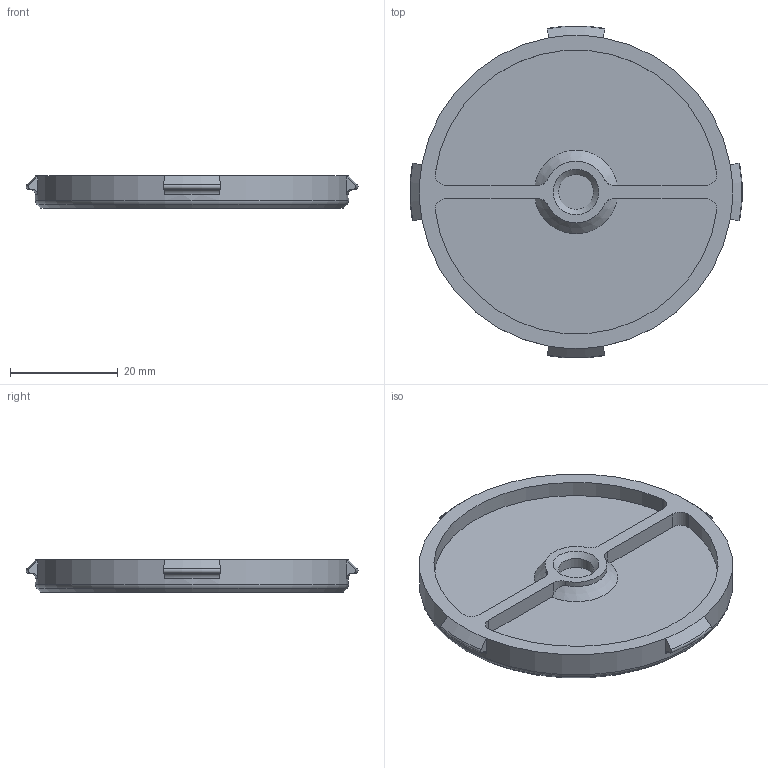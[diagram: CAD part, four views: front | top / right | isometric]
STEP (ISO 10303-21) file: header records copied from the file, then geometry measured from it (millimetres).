
FILE_DESCRIPTION(/* description */ (''),/* implementation_level */ '2;1');
FILE_NAME(/* name */ 'ORS_Button_Piece.step',/* time_stamp */ '2020-12-04T10:09:55-08:00',/* author */ (''),/* organization */ (''),/* preprocessor_version */ 'ST-DEVELOPER v18.1',/* originating_system */ 'Autodesk Translation Framework v9.3.0.1241',/* authorisation */ '');
FILE_SCHEMA (('AUTOMOTIVE_DESIGN { 1 0 10303 214 3 1 1 }'));
Length unit declared in the file: millimetre
Products named in the file (1): ORS_Button_Piece
Bounding box: 61.58 x 61.58 x 6 mm (x, y, z)
Volume: 9988.5 mm3; surface area: 7208.8 mm2
Topology: 1 solids, 1 shells, 52 faces, 130 edges, 83 vertices
Faces by surface type: plane 21, cylinder 14, torus 9, cone 8
Full cylindrical faces by diameter (mm): 6.5 x1, 58.1 x1
Entity records: 1633 total; most frequent: CARTESIAN_POINT 310, DIRECTION 298, ORIENTED_EDGE 260, EDGE_CURVE 130, AXIS2_PLACEMENT_3D 123, VERTEX_POINT 83, CIRCLE 70, EDGE_LOOP 55
